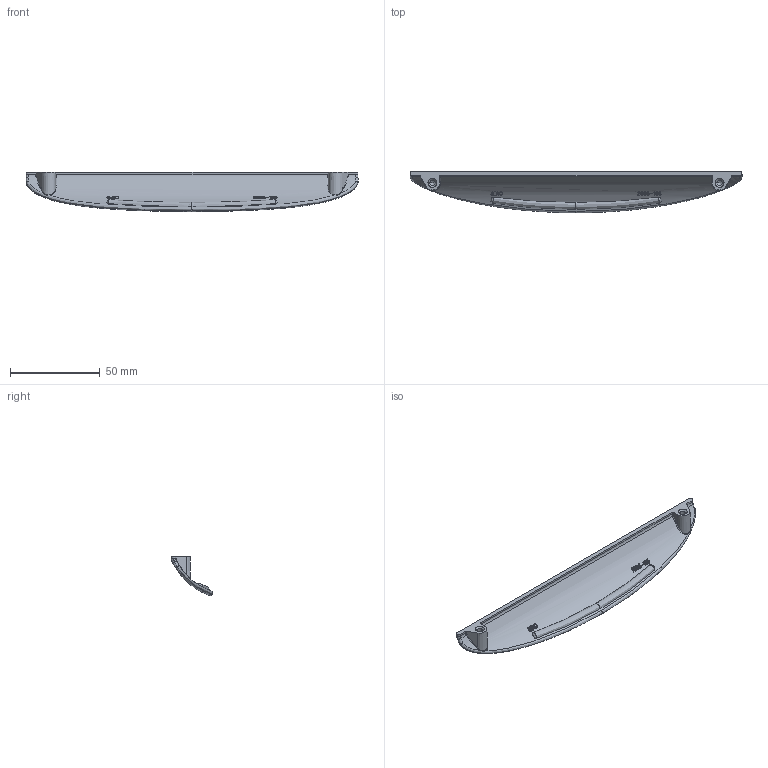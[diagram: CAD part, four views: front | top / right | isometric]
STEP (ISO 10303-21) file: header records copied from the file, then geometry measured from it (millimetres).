
FILE_DESCRIPTION(('Creo Elements/Direct Modeling STEP Export'),'2;1');
FILE_NAME('2668-185.stp','2024-12-10T13:58:25',(''),(''),'Creo Elements/Direct Modeling STEP processor for AP214 (Solid Model)','Creo Elements/Direct Modeling 20.0 12-Nov-2016 (C) Parametric Technology GmbH','');
FILE_SCHEMA(('AUTOMOTIVE_DESIGN { 1 0 10303 214 1 1 1 1 }'));
Length unit declared in the file: millimetre
Products named in the file (2): ZN-12483
Assembly tree (1 placements, depth 2):
  ZN-12483
    ZN-12483
Bounding box: 185.01 x 23.13 x 21.79 mm (x, y, z)
Volume: 12936.2 mm3; surface area: 10803 mm2
Topology: 1 solids, 1 shells, 724 faces, 2057 edges, 1356 vertices
Faces by surface type: plane 624, cylinder 46, bspline 34, cone 10, torus 8, extrusion 2
Entity records: 38528 total; most frequent: CARTESIAN_POINT 18986, DIRECTION 4427, ORIENTED_EDGE 4106, EDGE_CURVE 2053, AXIS2_PLACEMENT_3D 1819, VERTEX_POINT 1356, ELLIPSE 994, VECTOR 789
